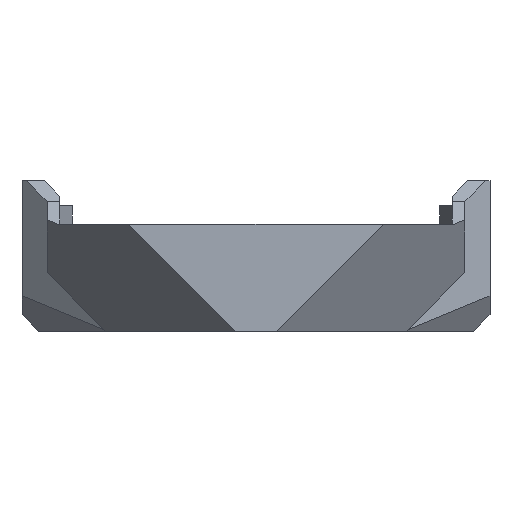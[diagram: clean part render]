
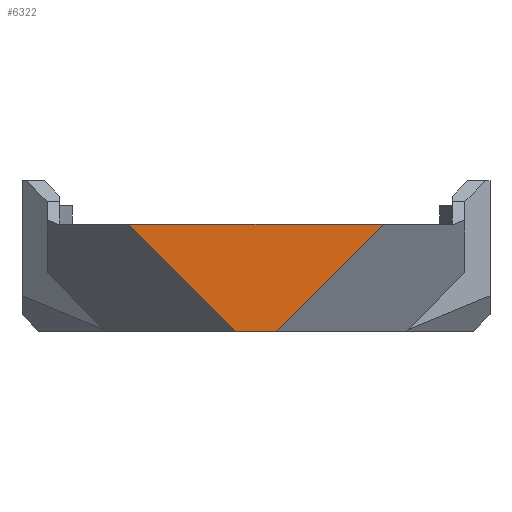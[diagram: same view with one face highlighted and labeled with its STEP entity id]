
A CAD part, front view. The second image highlights one B-rep face of the part: STEP entity #6322.
In plain terms, the highlighted planar face has unit normal (0, -1, 0).
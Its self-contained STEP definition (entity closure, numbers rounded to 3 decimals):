
#244=FACE_OUTER_BOUND('',#556,.T.);
#556=EDGE_LOOP('',(#4776,#4777,#4778,#4779));
#1348=LINE('',#9633,#2124);
#1359=LINE('',#9654,#2135);
#1360=LINE('',#9656,#2136);
#1361=LINE('',#9657,#2137);
#2124=VECTOR('',#7726,1000.);
#2135=VECTOR('',#7747,1000.);
#2136=VECTOR('',#7748,1000.);
#2137=VECTOR('',#7749,1000.);
#2886=VERTEX_POINT('',#9630);
#2887=VERTEX_POINT('',#9632);
#2892=VERTEX_POINT('',#9653);
#2893=VERTEX_POINT('',#9655);
#3614=EDGE_CURVE('',#2886,#2887,#1348,.F.);
#3625=EDGE_CURVE('',#2886,#2892,#1359,.T.);
#3626=EDGE_CURVE('',#2892,#2893,#1360,.T.);
#3627=EDGE_CURVE('',#2887,#2893,#1361,.T.);
#4776=ORIENTED_EDGE('',*,*,#3614,.F.);
#4777=ORIENTED_EDGE('',*,*,#3625,.T.);
#4778=ORIENTED_EDGE('',*,*,#3626,.T.);
#4779=ORIENTED_EDGE('',*,*,#3627,.F.);
#6074=PLANE('',#6700);
#6322=ADVANCED_FACE('',(#244),#6074,.T.);
#6700=AXIS2_PLACEMENT_3D('',#9652,#7745,#7746);
#7726=DIRECTION('',(-1.,0.,0.));
#7745=DIRECTION('center_axis',(0.,-1.,0.));
#7746=DIRECTION('ref_axis',(1.,0.,0.));
#7747=DIRECTION('',(0.707,0.,-0.707));
#7748=DIRECTION('',(1.,0.,0.));
#7749=DIRECTION('',(-0.707,0.,-0.707));
#9630=CARTESIAN_POINT('',(-15.194,-71.,9.8));
#9632=CARTESIAN_POINT('',(15.194,-71.,9.8));
#9633=CARTESIAN_POINT('',(-24.95,-71.,9.8));
#9652=CARTESIAN_POINT('Origin',(-10.562,-71.,5.198));
#9653=CARTESIAN_POINT('',(-2.394,-71.,-3.));
#9654=CARTESIAN_POINT('',(-10.577,-71.,5.183));
#9655=CARTESIAN_POINT('',(2.394,-71.,-3.));
#9656=CARTESIAN_POINT('',(-12.475,-71.,-3.));
#9657=CARTESIAN_POINT('',(10.577,-71.,5.183));
